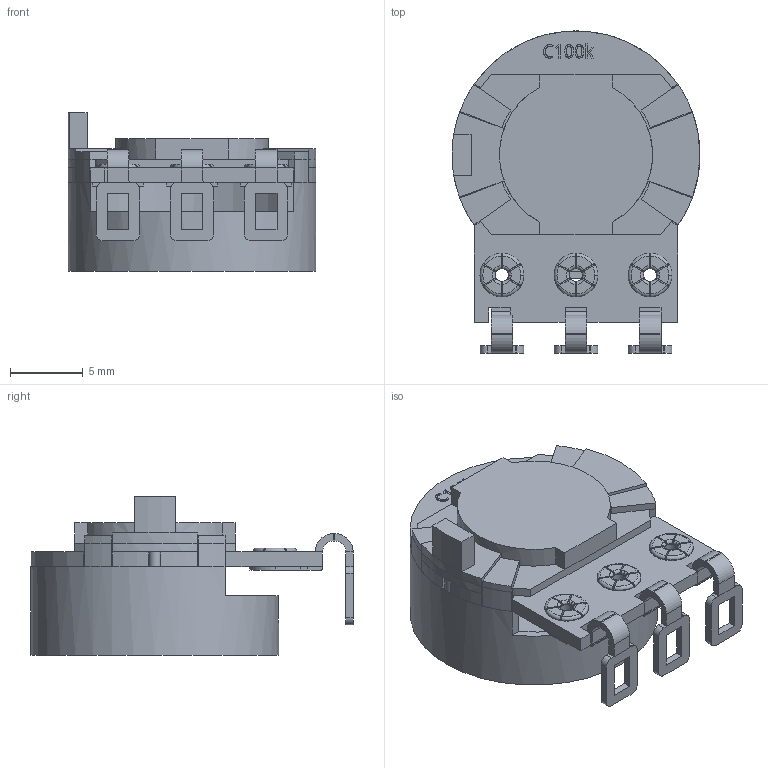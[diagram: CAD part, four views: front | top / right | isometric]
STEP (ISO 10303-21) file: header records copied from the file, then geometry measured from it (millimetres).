
FILE_DESCRIPTION(('FreeCAD Model'),'2;1');
FILE_NAME( 'alpha16mmall.step', '2019-05-17T14:19:50',('Author'),(''), 'Open CASCADE STEP processor 7.3','FreeCAD','Unknown');
FILE_SCHEMA(('AUTOMOTIVE_DESIGN { 1 0 10303 214 1 1 1 1 }'));
Length unit declared in the file: millimetre
Products named in the file (6): Wafer,_16_mm; Housing; Terminal3Type10; Terminal1Type10; Terminal2Type10; Metal_Body,_16_mm
Bounding box: 17 x 22.1 x 10.9 mm (x, y, z)
Volume: 721.6 mm3; surface area: 2457.7 mm2
Topology: 6 solids, 6 shells, 559 faces, 1416 edges, 880 vertices
Faces by surface type: plane 321, cylinder 98, extrusion 98, torus 42
Full cylindrical faces by diameter (mm): 0.8 x2, 0.9 x9, 1 x6, 3 x3, 6 x1, 10 x1, 16 x1, 17 x1
Entity records: 17606 total; most frequent: CARTESIAN_POINT 4308, ORIENTED_EDGE 2832, DIRECTION 2510, EDGE_CURVE 1416, VECTOR 906, VERTEX_POINT 880, LINE 808, AXIS2_PLACEMENT_3D 802
